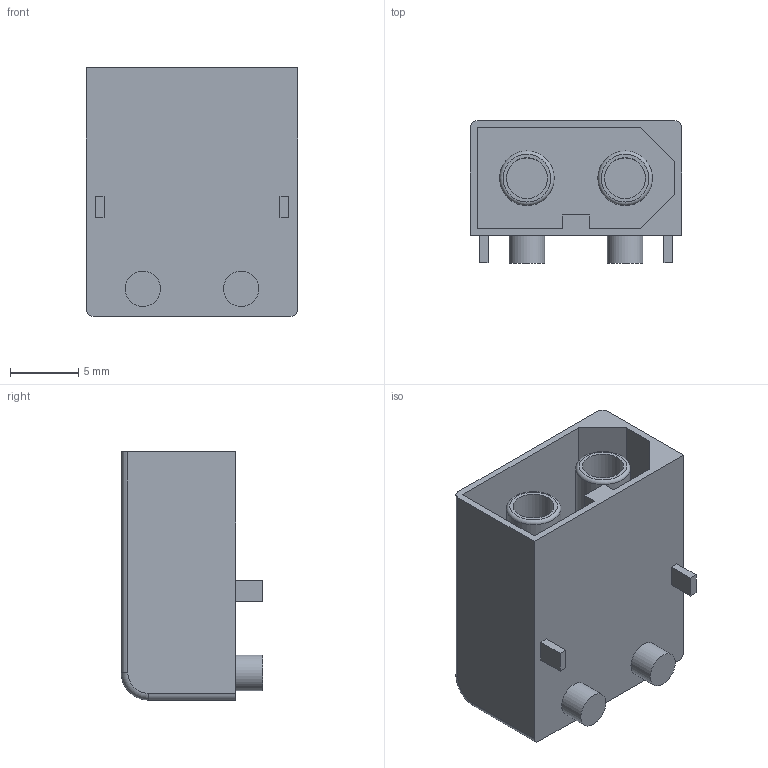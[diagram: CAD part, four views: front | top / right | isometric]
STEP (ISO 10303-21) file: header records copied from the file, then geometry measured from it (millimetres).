
FILE_DESCRIPTION(/* description */ (''),/* implementation_level */ '2;1');
FILE_NAME(/* name */ 'XT60PW-M.step',/* time_stamp */ '2019-08-14T23:35:09+09:00',/* author */ (''),/* organization */ (''),/* preprocessor_version */ 'ST-DEVELOPER v18',/* originating_system */ 'Autodesk Translation Framework v8.2.0.1029',/* authorisation */ '');
FILE_SCHEMA (('AUTOMOTIVE_DESIGN { 1 0 10303 214 3 1 1 }'));
Length unit declared in the file: millimetre
Products named in the file (1): XT60PW-M
Bounding box: 15.5 x 10.4 x 18.2 mm (x, y, z)
Volume: 1574.9 mm3; surface area: 1889.2 mm2
Topology: 1 solids, 1 shells, 48 faces, 105 edges, 68 vertices
Faces by surface type: plane 33, cylinder 11, torus 4
Full cylindrical faces by diameter (mm): 2.6 x2, 3 x2, 4 x2
Entity records: 1342 total; most frequent: DIRECTION 231, CARTESIAN_POINT 222, ORIENTED_EDGE 210, EDGE_CURVE 105, LINE 77, VECTOR 77, AXIS2_PLACEMENT_3D 77, VERTEX_POINT 68
